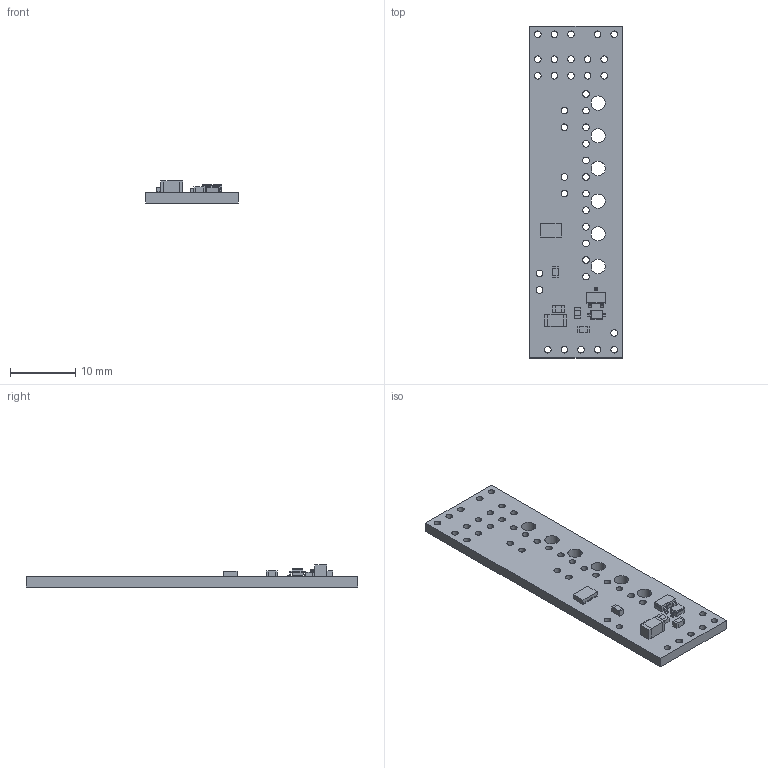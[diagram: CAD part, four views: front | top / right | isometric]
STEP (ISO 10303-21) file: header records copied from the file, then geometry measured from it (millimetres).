
FILE_DESCRIPTION (( 'STEP AP214' ), '1' );
FILE_NAME ('pololu-drv8835-dual-motor-driver-shield-for-arduino.step', '2018-01-02T20:33:07', ( '' ), ( '' ), 'SwSTEP 2.0', 'SolidWorks 2016', '' );
FILE_SCHEMA (( 'AUTOMOTIVE_DESIGN' ));
Length unit declared in the file: millimetre
Products named in the file (1): pololu-drv8835-dual-motor-driver-shield-for-arduino
Bounding box: 14.22 x 50.8 x 3.37 mm (x, y, z)
Volume: 1081.7 mm3; surface area: 1893.8 mm2
Topology: 1 solids, 1 shells, 701 faces, 1923 edges, 1256 vertices
Faces by surface type: plane 420, bspline 163, cylinder 118
Entity records: 35562 total; most frequent: CARTESIAN_POINT 10790, ORIENTED_EDGE 3846, DIRECTION 2869, EDGE_CURVE 1923, LINE 1351, VECTOR 1351, VERTEX_POINT 1256, EDGE_LOOP 851
